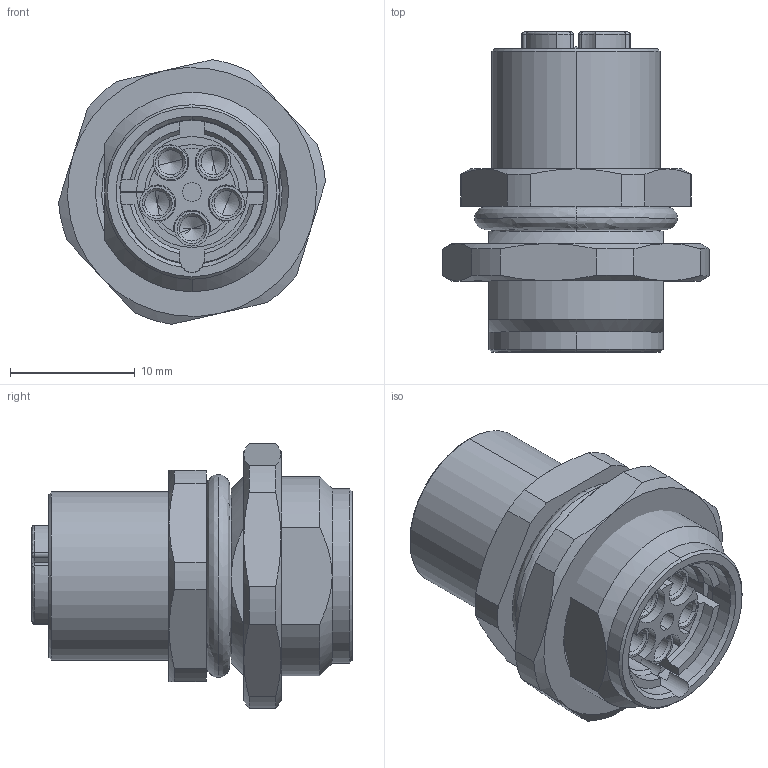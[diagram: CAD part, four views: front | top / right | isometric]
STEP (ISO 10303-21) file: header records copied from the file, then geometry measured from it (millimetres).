
FILE_DESCRIPTION (( 'STEP AP203' ), '1' );
FILE_NAME ('P227.STEP', '2020-04-01T02:20:15', ( 'edpusr' ), ( 'Microsoft' ), 'SwSTEP 2.0', 'SolidWorks 2015', '' );
FILE_SCHEMA (( 'CONFIG_CONTROL_DESIGN' ));
Length unit declared in the file: millimetre
Products named in the file (1): P227
Bounding box: 21.44 x 25.7 x 21.25 mm (x, y, z)
Surface area: 7245.3 mm2 (no closed solid volume)
Topology: 0 solids, 12 shells, 536 faces, 1333 edges, 836 vertices
Faces by surface type: cylinder 224, plane 163, cone 109, bspline 40
Entity records: 16819 total; most frequent: CARTESIAN_POINT 3945, DIRECTION 2805, ORIENTED_EDGE 2624, EDGE_CURVE 1313, AXIS2_PLACEMENT_3D 1141, VERTEX_POINT 836, CIRCLE 644, EDGE_LOOP 602
